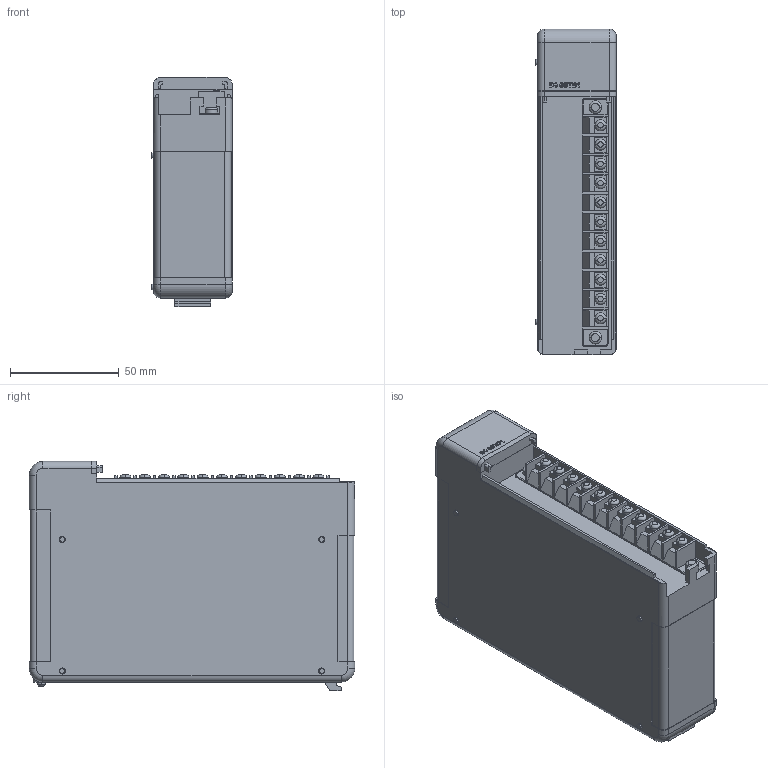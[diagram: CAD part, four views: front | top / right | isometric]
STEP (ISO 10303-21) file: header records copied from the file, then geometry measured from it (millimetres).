
FILE_DESCRIPTION (( 'STEP AP214' ), '1' );
FILE_NAME ('D4-08TD1.step', '2014-09-23T18:02:43', ( '' ), ( '' ), 'SwSTEP 2.0', 'SolidWorks 2014', '' );
FILE_SCHEMA (( 'AUTOMOTIVE_DESIGN' ));
Length unit declared in the file: inch
Products named in the file (1): D4-08TD1
Bounding box: 36.96 x 149.99 x 105.56 mm (x, y, z)
Volume: 476973.1 mm3; surface area: 55366.6 mm2
Topology: 11 solids, 11 shells, 449 faces, 1120 edges, 730 vertices
Faces by surface type: plane 293, cylinder 71, torus 38, bspline 37, cone 10
Entity records: 19510 total; most frequent: CARTESIAN_POINT 4637, ORIENTED_EDGE 2240, DIRECTION 2093, EDGE_CURVE 1120, VECTOR 815, LINE 815, VERTEX_POINT 730, AXIS2_PLACEMENT_3D 639
